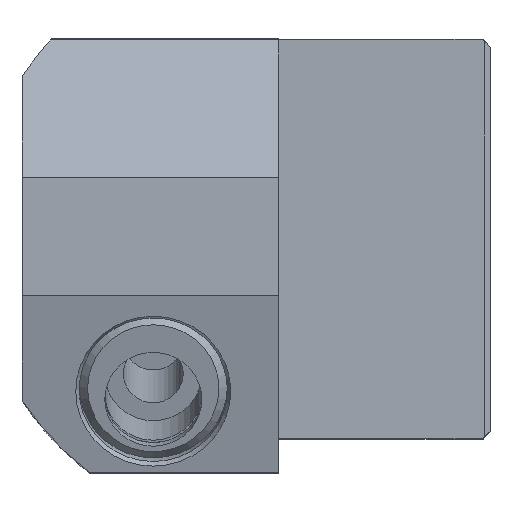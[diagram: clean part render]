
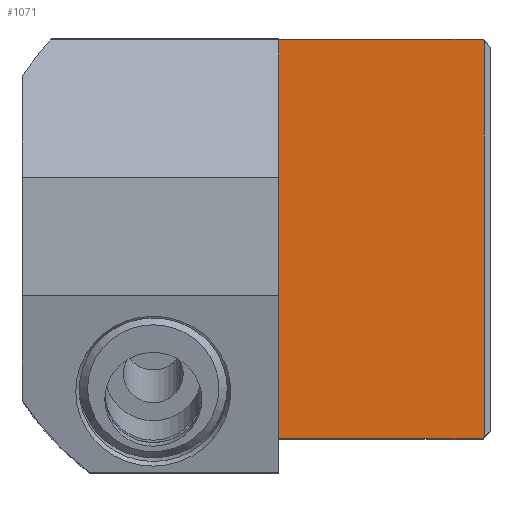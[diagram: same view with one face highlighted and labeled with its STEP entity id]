
A CAD part, top view. The second image highlights one B-rep face of the part: STEP entity #1071.
In plain terms, the highlighted planar face has unit normal (0, 0, 1).
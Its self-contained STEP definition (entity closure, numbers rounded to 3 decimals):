
#133=PLANE('',#3663);
#411=LINE('',#5954,#713);
#412=LINE('',#5959,#714);
#413=LINE('',#5963,#715);
#414=LINE('',#5964,#716);
#713=VECTOR('',#4458,1.);
#714=VECTOR('',#4463,1.);
#715=VECTOR('',#4466,1.);
#716=VECTOR('',#4467,1.);
#1071=ADVANCED_FACE('',(#1277),#133,.F.);
#1277=FACE_OUTER_BOUND('',#1469,.T.);
#1469=EDGE_LOOP('',(#2254,#2255,#2256,#2257,#2258,#2259));
#2254=ORIENTED_EDGE('',*,*,#3245,.T.);
#2255=ORIENTED_EDGE('',*,*,#3246,.T.);
#2256=ORIENTED_EDGE('',*,*,#3247,.T.);
#2257=ORIENTED_EDGE('',*,*,#3248,.T.);
#2258=ORIENTED_EDGE('',*,*,#3244,.T.);
#2259=ORIENTED_EDGE('',*,*,#3249,.T.);
#2804=VERTEX_POINT('',#5951);
#2805=VERTEX_POINT('',#5953);
#2806=VERTEX_POINT('',#5957);
#2807=VERTEX_POINT('',#5958);
#2808=VERTEX_POINT('',#5960);
#2809=VERTEX_POINT('',#5962);
#3244=EDGE_CURVE('',#2804,#2805,#411,.T.);
#3245=EDGE_CURVE('',#2806,#2807,#3402,.T.);
#3246=EDGE_CURVE('',#2807,#2808,#412,.T.);
#3247=EDGE_CURVE('',#2808,#2809,#3403,.T.);
#3248=EDGE_CURVE('',#2809,#2804,#413,.T.);
#3249=EDGE_CURVE('',#2805,#2806,#414,.T.);
#3402=CIRCLE('',#3661,51.5);
#3403=CIRCLE('',#3662,51.5);
#3661=AXIS2_PLACEMENT_3D('',#5956,#4461,#4462);
#3662=AXIS2_PLACEMENT_3D('',#5961,#4464,#4465);
#3663=AXIS2_PLACEMENT_3D('',#5965,#4468,#4469);
#4458=DIRECTION('',(0.,-1.,0.));
#4461=DIRECTION('',(0.,0.,1.));
#4462=DIRECTION('',(-1.,0.,0.));
#4463=DIRECTION('',(0.,1.,0.));
#4464=DIRECTION('',(0.,0.,1.));
#4465=DIRECTION('',(-1.,0.,0.));
#4466=DIRECTION('',(-1.,0.,0.));
#4467=DIRECTION('',(1.,0.,0.));
#4468=DIRECTION('',(0.,0.,-1.));
#4469=DIRECTION('',(1.,0.,0.));
#5951=CARTESIAN_POINT('',(1.996,35.,31.));
#5953=CARTESIAN_POINT('',(1.996,-35.,31.));
#5954=CARTESIAN_POINT('',(1.996,-35.,31.));
#5956=CARTESIAN_POINT('',(0.,0.,31.));
#5957=CARTESIAN_POINT('',(37.779,-35.,31.));
#5958=CARTESIAN_POINT('',(38.,-34.76,31.));
#5959=CARTESIAN_POINT('',(38.,33.634,31.));
#5960=CARTESIAN_POINT('',(38.,34.76,31.));
#5961=CARTESIAN_POINT('',(0.,0.,31.));
#5962=CARTESIAN_POINT('',(37.779,35.,31.));
#5963=CARTESIAN_POINT('',(-43.,35.,31.));
#5964=CARTESIAN_POINT('',(39.,-35.,31.));
#5965=CARTESIAN_POINT('',(39.,-43.5,31.));
